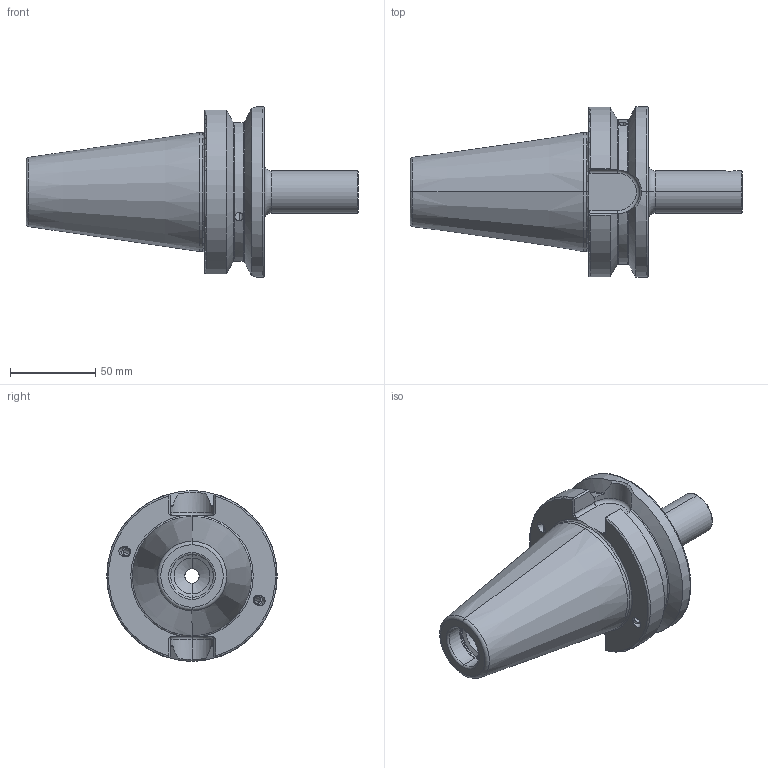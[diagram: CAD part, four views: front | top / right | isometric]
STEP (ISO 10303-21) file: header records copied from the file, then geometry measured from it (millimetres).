
FILE_DESCRIPTION (( 'STEP AP203' ), '1' );
FILE_NAME ('102.512.252.STEP', '2018-03-12T08:32:21', ( 'SWIAdmin' ), ( 'Hewlett-Packard Company' ), 'SwSTEP 2.0', 'SolidWorks 2017', '' );
FILE_SCHEMA (( 'CONFIG_CONTROL_DESIGN' ));
Length unit declared in the file: millimetre
Products named in the file (1): 102.512.252
Bounding box: 194.8 x 100 x 100 mm (x, y, z)
Volume: 487480.3 mm3; surface area: 57937.1 mm2
Topology: 1 solids, 1 shells, 144 faces, 357 edges, 218 vertices
Faces by surface type: cylinder 58, torus 29, plane 27, cone 24, bspline 6
Entity records: 5335 total; most frequent: CARTESIAN_POINT 1953, ORIENTED_EDGE 714, DIRECTION 668, EDGE_CURVE 357, AXIS2_PLACEMENT_3D 275, VERTEX_POINT 218, EDGE_LOOP 159, ADVANCED_FACE 144
